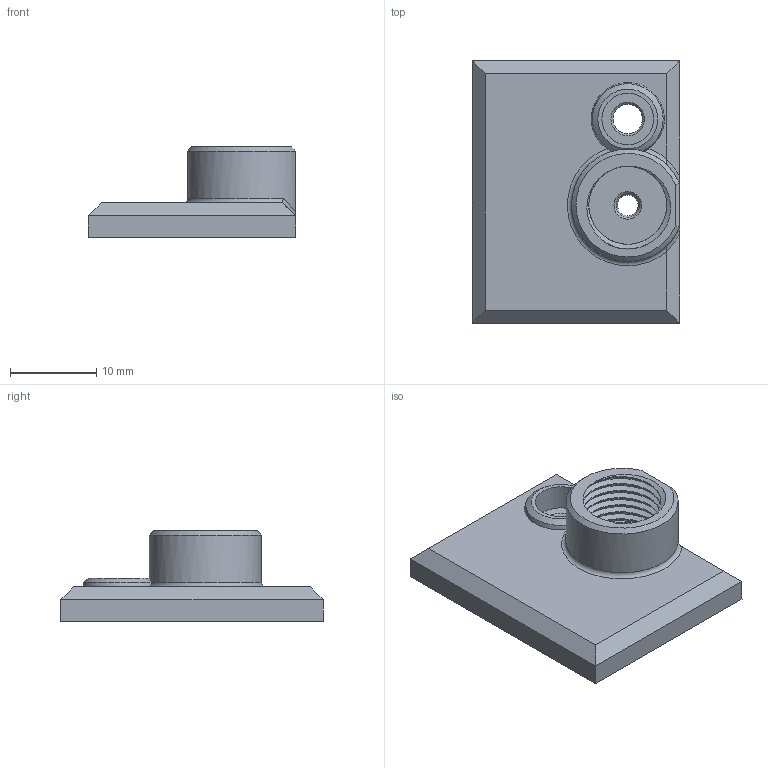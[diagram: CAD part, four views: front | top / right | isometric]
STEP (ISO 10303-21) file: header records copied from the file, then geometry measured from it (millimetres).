
FILE_DESCRIPTION(/* description */ (''),/* implementation_level */ '2;1');
FILE_NAME(/* name */ 'sensor_cover_1_8in_thread.step',/* time_stamp */ '2020-10-12T07:26:59+07:00',/* author */ (''),/* organization */ (''),/* preprocessor_version */ 'ST-DEVELOPER v18.1',/* originating_system */ 'Autodesk Translation Framework v9.3.0.1241',/* authorisation */ '');
FILE_SCHEMA (('AUTOMOTIVE_DESIGN { 1 0 10303 214 3 1 1 }'));
Length unit declared in the file: millimetre
Products named in the file (1): sensor_cover_1_8in_thread
Bounding box: 24 x 30.4 x 10.5 mm (x, y, z)
Volume: 2660.5 mm3; surface area: 2542.9 mm2
Topology: 1 solids, 1 shells, 58 faces, 156 edges, 102 vertices
Faces by surface type: plane 23, cylinder 20, cone 7, torus 4, bspline 4
Full cylindrical faces by diameter (mm): 2.4 x1, 3.4 x1, 6 x1, 9.035 x6, 10.147 x6
Entity records: 7037 total; most frequent: CARTESIAN_POINT 5603, ORIENTED_EDGE 312, DIRECTION 257, EDGE_CURVE 156, VERTEX_POINT 102, AXIS2_PLACEMENT_3D 94, LINE 69, VECTOR 69
